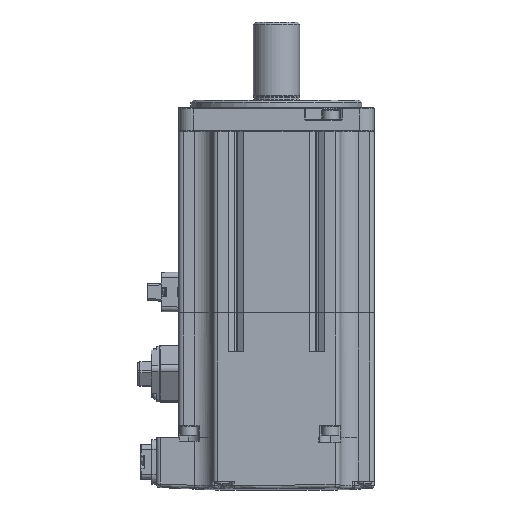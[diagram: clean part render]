
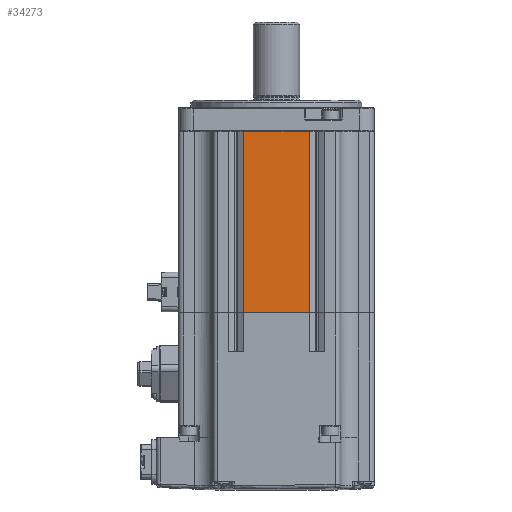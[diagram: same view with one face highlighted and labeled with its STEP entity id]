
A CAD part, front view. The second image highlights one B-rep face of the part: STEP entity #34273.
In plain terms, the highlighted planar face has unit normal (0, -1, 0).
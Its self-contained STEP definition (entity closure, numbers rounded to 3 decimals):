
#757 = DIRECTION ( 'NONE',  ( 0., 0., 1. ) ) ;
#5073 = LINE ( 'NONE', #32512, #44680 ) ;
#8190 = CARTESIAN_POINT ( 'NONE',  ( 13.5, -40., 7.8 ) ) ;
#8915 = CARTESIAN_POINT ( 'NONE',  ( 13.5, -40., -66.3 ) ) ;
#9067 = DIRECTION ( 'NONE',  ( 0., 1., 0. ) ) ;
#20870 = CARTESIAN_POINT ( 'NONE',  ( -13.5, -40., 7.8 ) ) ;
#22148 = EDGE_CURVE ( 'NONE', #88713, #68370, #140643, .T. ) ;
#30166 = CARTESIAN_POINT ( 'NONE',  ( -13.5, -40., -66.3 ) ) ;
#32512 = CARTESIAN_POINT ( 'NONE',  ( -13.5, -40., 7.8 ) ) ;
#34273 = ADVANCED_FACE ( 'NONE', ( #110020 ), #71325, .F. ) ;
#40530 = ORIENTED_EDGE ( 'NONE', *, *, #93115, .F. ) ;
#42079 = CARTESIAN_POINT ( 'NONE',  ( 13.5, -40., -65.5 ) ) ;
#44680 = VECTOR ( 'NONE', #66536, 1000. ) ;
#47467 = VECTOR ( 'NONE', #88227, 1000. ) ;
#55283 = VECTOR ( 'NONE', #757, 1000. ) ;
#57407 = LINE ( 'NONE', #8915, #63516 ) ;
#58206 = DIRECTION ( 'NONE',  ( 1., 0., 0. ) ) ;
#63516 = VECTOR ( 'NONE', #58206, 1000. ) ;
#66536 = DIRECTION ( 'NONE',  ( -1., 0., 0. ) ) ;
#66615 = EDGE_LOOP ( 'NONE', ( #40530, #105296, #97328, #157855 ) ) ;
#68370 = VERTEX_POINT ( 'NONE', #8190 ) ;
#71325 = PLANE ( 'NONE',  #155914 ) ;
#80309 = VERTEX_POINT ( 'NONE', #20870 ) ;
#88227 = DIRECTION ( 'NONE',  ( 0., 0., 1. ) ) ;
#88713 = VERTEX_POINT ( 'NONE', #140129 ) ;
#88887 = CARTESIAN_POINT ( 'NONE',  ( -13.5, -40., -65.5 ) ) ;
#93115 = EDGE_CURVE ( 'NONE', #112597, #80309, #123585, .T. ) ;
#97143 = CARTESIAN_POINT ( 'NONE',  ( 0., -40., 0. ) ) ;
#97328 = ORIENTED_EDGE ( 'NONE', *, *, #22148, .T. ) ;
#105296 = ORIENTED_EDGE ( 'NONE', *, *, #113077, .T. ) ;
#110020 = FACE_OUTER_BOUND ( 'NONE', #66615, .T. ) ;
#112597 = VERTEX_POINT ( 'NONE', #30166 ) ;
#113077 = EDGE_CURVE ( 'NONE', #112597, #88713, #57407, .T. ) ;
#123585 = LINE ( 'NONE', #88887, #55283 ) ;
#131041 = EDGE_CURVE ( 'NONE', #68370, #80309, #5073, .T. ) ;
#140129 = CARTESIAN_POINT ( 'NONE',  ( 13.5, -40., -66.3 ) ) ;
#140643 = LINE ( 'NONE', #42079, #47467 ) ;
#144829 = DIRECTION ( 'NONE',  ( -1., 0., 0. ) ) ;
#155914 = AXIS2_PLACEMENT_3D ( 'NONE', #97143, #9067, #144829 ) ;
#157855 = ORIENTED_EDGE ( 'NONE', *, *, #131041, .T. ) ;
